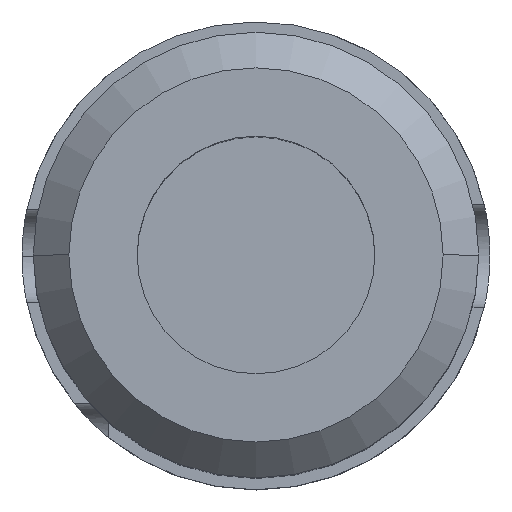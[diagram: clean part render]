
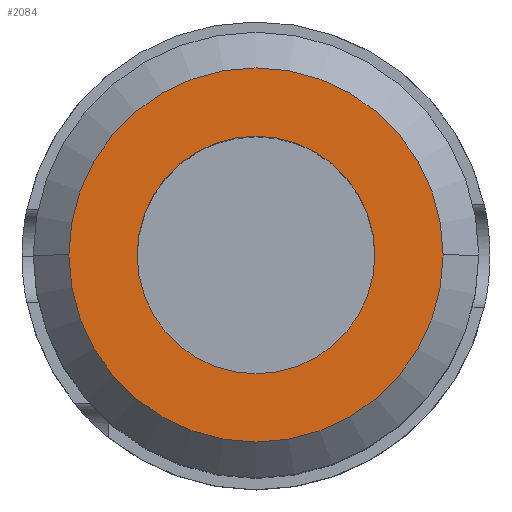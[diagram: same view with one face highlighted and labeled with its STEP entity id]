
A CAD part, top view. The second image highlights one B-rep face of the part: STEP entity #2084.
In plain terms, the highlighted planar face has unit normal (0, 0, 1).
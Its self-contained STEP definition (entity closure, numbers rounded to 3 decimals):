
#13 = FACE_BOUND ( 'NONE', #1692, .T. ) ;
#292 = DIRECTION ( 'NONE',  ( -1., 0., 0. ) ) ;
#332 = CIRCLE ( 'NONE', #2503, 40. ) ;
#382 = CARTESIAN_POINT ( 'NONE',  ( 25.4, 0., 139.7 ) ) ;
#447 = CARTESIAN_POINT ( 'NONE',  ( 40., 0., 139.7 ) ) ;
#485 = FACE_OUTER_BOUND ( 'NONE', #2447, .T. ) ;
#492 = DIRECTION ( 'NONE',  ( 0., 0., -1. ) ) ;
#595 = VERTEX_POINT ( 'NONE', #382 ) ;
#677 = CIRCLE ( 'NONE', #797, 40. ) ;
#797 = AXIS2_PLACEMENT_3D ( 'NONE', #2355, #1122, #2579 ) ;
#800 = DIRECTION ( 'NONE',  ( 0., 0., -1. ) ) ;
#815 = EDGE_CURVE ( 'NONE', #595, #1501, #2244, .T. ) ;
#954 = ORIENTED_EDGE ( 'NONE', *, *, #1890, .F. ) ;
#1019 = ORIENTED_EDGE ( 'NONE', *, *, #815, .T. ) ;
#1122 = DIRECTION ( 'NONE',  ( 0., 0., -1. ) ) ;
#1136 = CARTESIAN_POINT ( 'NONE',  ( 0., 0., 139.7 ) ) ;
#1144 = DIRECTION ( 'NONE',  ( 0., 0., 1. ) ) ;
#1342 = CARTESIAN_POINT ( 'NONE',  ( 0., 40., 139.7 ) ) ;
#1343 = DIRECTION ( 'NONE',  ( -1., 0., 0. ) ) ;
#1435 = EDGE_CURVE ( 'NONE', #1501, #595, #2409, .T. ) ;
#1501 = VERTEX_POINT ( 'NONE', #2347 ) ;
#1508 = EDGE_CURVE ( 'NONE', #1645, #2646, #677, .T. ) ;
#1570 = ORIENTED_EDGE ( 'NONE', *, *, #1508, .F. ) ;
#1645 = VERTEX_POINT ( 'NONE', #1969 ) ;
#1692 = EDGE_LOOP ( 'NONE', ( #2011, #1019 ) ) ;
#1890 = EDGE_CURVE ( 'NONE', #2646, #1645, #332, .T. ) ;
#1969 = CARTESIAN_POINT ( 'NONE',  ( -40., 0., 139.7 ) ) ;
#2011 = ORIENTED_EDGE ( 'NONE', *, *, #1435, .T. ) ;
#2036 = CARTESIAN_POINT ( 'NONE',  ( 0., 0., 139.7 ) ) ;
#2084 = ADVANCED_FACE ( 'NONE', ( #13, #485 ), #2380, .T. ) ;
#2111 = AXIS2_PLACEMENT_3D ( 'NONE', #2129, #492, #292 ) ;
#2129 = CARTESIAN_POINT ( 'NONE',  ( 0., 0., 139.7 ) ) ;
#2244 = CIRCLE ( 'NONE', #2111, 25.4 ) ;
#2256 = DIRECTION ( 'NONE',  ( -1., 0., 0. ) ) ;
#2347 = CARTESIAN_POINT ( 'NONE',  ( -25.4, 0., 139.7 ) ) ;
#2355 = CARTESIAN_POINT ( 'NONE',  ( 0., 0., 139.7 ) ) ;
#2380 = PLANE ( 'NONE',  #2448 ) ;
#2409 = CIRCLE ( 'NONE', #2533, 25.4 ) ;
#2447 = EDGE_LOOP ( 'NONE', ( #1570, #954 ) ) ;
#2448 = AXIS2_PLACEMENT_3D ( 'NONE', #1342, #1144, #2607 ) ;
#2503 = AXIS2_PLACEMENT_3D ( 'NONE', #1136, #2597, #1343 ) ;
#2533 = AXIS2_PLACEMENT_3D ( 'NONE', #2036, #800, #2256 ) ;
#2579 = DIRECTION ( 'NONE',  ( -1., 0., 0. ) ) ;
#2597 = DIRECTION ( 'NONE',  ( 0., 0., -1. ) ) ;
#2607 = DIRECTION ( 'NONE',  ( 1., 0., 0. ) ) ;
#2646 = VERTEX_POINT ( 'NONE', #447 ) ;
